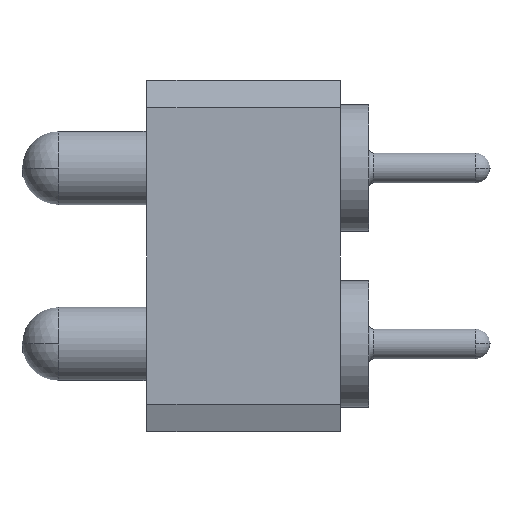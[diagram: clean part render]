
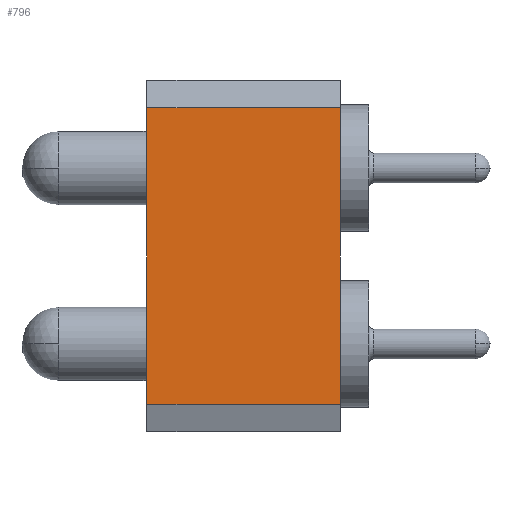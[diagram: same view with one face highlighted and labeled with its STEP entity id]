
A CAD part, left-side view. The second image highlights one B-rep face of the part: STEP entity #796.
In plain terms, the highlighted planar face has unit normal (-1, 0, 0).
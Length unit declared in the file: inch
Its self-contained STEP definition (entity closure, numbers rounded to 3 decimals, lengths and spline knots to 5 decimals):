
#56 = VERTEX_POINT ( 'NONE', #2490 ) ;
#87 = CARTESIAN_POINT ( 'NONE',  ( -0.01203, 0., -0.18425 ) ) ;
#145 = DIRECTION ( 'NONE',  ( -1., 0., 0. ) ) ;
#308 = ORIENTED_EDGE ( 'NONE', *, *, #2635, .F. ) ;
#493 = ORIENTED_EDGE ( 'NONE', *, *, #2269, .F. ) ;
#681 = DIRECTION ( 'NONE',  ( 0., 1., 0. ) ) ;
#730 = EDGE_CURVE ( 'NONE', #56, #2108, #1775, .T. ) ;
#739 = FACE_OUTER_BOUND ( 'NONE', #2319, .T. ) ;
#796 = ADVANCED_FACE ( 'NONE', ( #739 ), #1112, .T. ) ;
#916 = DIRECTION ( 'NONE',  ( 0., 0., 1. ) ) ;
#1053 = VERTEX_POINT ( 'NONE', #1867 ) ;
#1112 = PLANE ( 'NONE',  #1458 ) ;
#1126 = DIRECTION ( 'NONE',  ( 0., 1., 0. ) ) ;
#1261 = CARTESIAN_POINT ( 'NONE',  ( -0.01203, -0.11, -0.18425 ) ) ;
#1268 = VECTOR ( 'NONE', #1656, 39.37008 ) ;
#1322 = LINE ( 'NONE', #2539, #1750 ) ;
#1458 = AXIS2_PLACEMENT_3D ( 'NONE', #1761, #145, #2380 ) ;
#1466 = CARTESIAN_POINT ( 'NONE',  ( -0.01203, 0., -0.01575 ) ) ;
#1656 = DIRECTION ( 'NONE',  ( 0., 0., 1. ) ) ;
#1750 = VECTOR ( 'NONE', #681, 39.37008 ) ;
#1761 = CARTESIAN_POINT ( 'NONE',  ( -0.01203, -0.11, -0.18425 ) ) ;
#1775 = LINE ( 'NONE', #2409, #2195 ) ;
#1795 = VERTEX_POINT ( 'NONE', #2315 ) ;
#1867 = CARTESIAN_POINT ( 'NONE',  ( -0.01203, -0.11, -0.18425 ) ) ;
#1919 = LINE ( 'NONE', #1261, #1268 ) ;
#1950 = LINE ( 'NONE', #87, #1967 ) ;
#1967 = VECTOR ( 'NONE', #916, 39.37008 ) ;
#2108 = VERTEX_POINT ( 'NONE', #1466 ) ;
#2179 = ORIENTED_EDGE ( 'NONE', *, *, #730, .T. ) ;
#2195 = VECTOR ( 'NONE', #1126, 39.37008 ) ;
#2269 = EDGE_CURVE ( 'NONE', #1795, #2108, #1950, .T. ) ;
#2315 = CARTESIAN_POINT ( 'NONE',  ( -0.01203, 0., -0.18425 ) ) ;
#2319 = EDGE_LOOP ( 'NONE', ( #493, #308, #2424, #2179 ) ) ;
#2380 = DIRECTION ( 'NONE',  ( 0., 0., 1. ) ) ;
#2409 = CARTESIAN_POINT ( 'NONE',  ( -0.01203, -0.11, -0.01575 ) ) ;
#2424 = ORIENTED_EDGE ( 'NONE', *, *, #2550, .T. ) ;
#2490 = CARTESIAN_POINT ( 'NONE',  ( -0.01203, -0.11, -0.01575 ) ) ;
#2539 = CARTESIAN_POINT ( 'NONE',  ( -0.01203, -0.11, -0.18425 ) ) ;
#2550 = EDGE_CURVE ( 'NONE', #1053, #56, #1919, .T. ) ;
#2635 = EDGE_CURVE ( 'NONE', #1053, #1795, #1322, .T. ) ;
